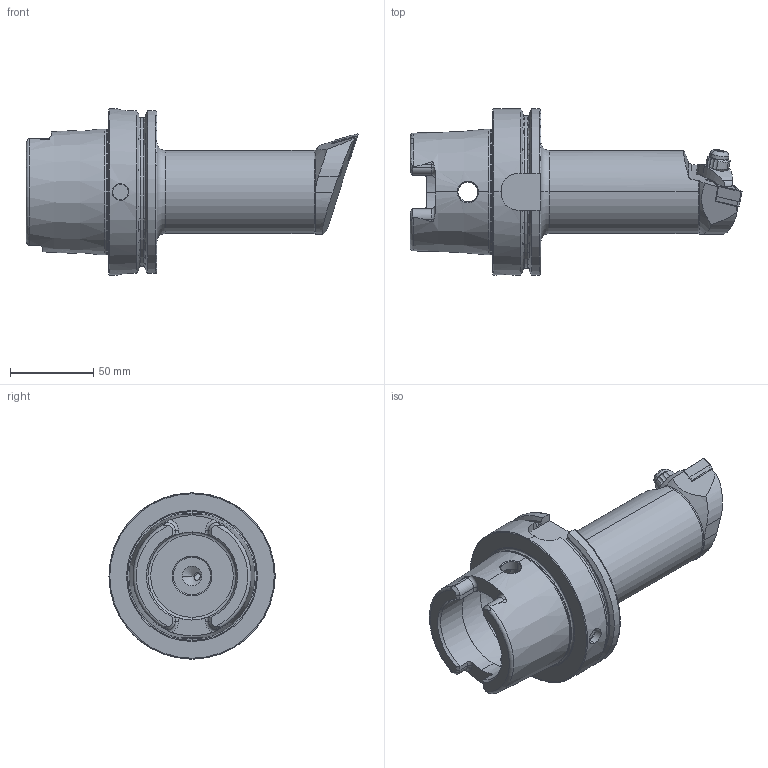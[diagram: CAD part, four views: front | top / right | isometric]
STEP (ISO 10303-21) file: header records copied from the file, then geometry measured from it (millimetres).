
FILE_DESCRIPTION (( 'STEP AP214' ), '1' );
FILE_NAME ('HA0.BDF.LQD.150.STEP', '2024-08-20T12:04:11', ( '' ), ( '' ), 'SwSTEP 2.0', 'SolidWorks 2022', '' );
FILE_SCHEMA (( 'AUTOMOTIVE_DESIGN' ));
Length unit declared in the file: millimetre
Products named in the file (10): WCC-ER5.102.012_B; DNMG150604; WCC-ER3.102.024_C; WCC-ER5.102.005_A; WCC-ER4.103.032_A; HA0-BDF.LQD.150_A_Fertigbearbeitung; WDF-ER2.101.003_A; KVT_MB_600_050; HA0.BDF.LQD.150; WCC-ER2.001.010_A
Assembly tree (9 placements, depth 2):
  HA0.BDF.LQD.150
    HA0-BDF.LQD.150_A_Fertigbearbeitung
    WDF-ER2.101.003_A
    WCC-ER2.001.010_A
    DNMG150604
    WCC-ER3.102.024_C
    WCC-ER4.103.032_A
    WCC-ER5.102.005_A
    KVT_MB_600_050
    WCC-ER5.102.012_B
Bounding box: 199.9 x 100 x 100 mm (x, y, z)
Volume: 454008.4 mm3; surface area: 75961.7 mm2
Topology: 10 solids, 10 shells, 449 faces, 1119 edges, 679 vertices
Faces by surface type: cylinder 149, plane 114, cone 105, torus 63, bspline 16, sphere 2
Entity records: 17122 total; most frequent: CARTESIAN_POINT 5008, ORIENTED_EDGE 2200, DIRECTION 2184, EDGE_CURVE 1100, AXIS2_PLACEMENT_3D 881, VERTEX_POINT 676, EDGE_LOOP 478, FACE_OUTER_BOUND 449
